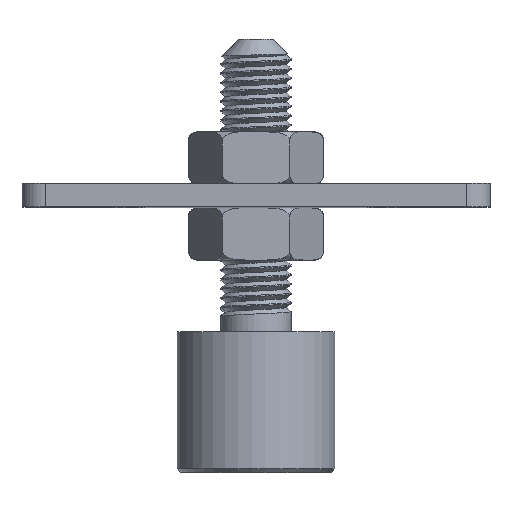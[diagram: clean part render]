
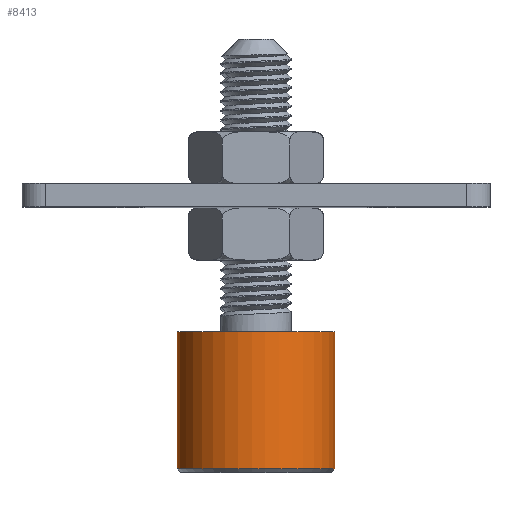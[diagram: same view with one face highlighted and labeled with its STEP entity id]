
A CAD part, top view. The second image highlights one B-rep face of the part: STEP entity #8413.
In plain terms, the highlighted cylindrical face has radius 6.75 mm (diameter 13.5 mm), a partial arc.
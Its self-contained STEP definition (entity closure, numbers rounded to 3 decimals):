
#147 = AXIS2_PLACEMENT_3D ( 'NONE', #11840, #8404, #8250 ) ;
#913 = DIRECTION ( 'NONE',  ( 0., 1., 0. ) ) ;
#1241 = VERTEX_POINT ( 'NONE', #5498 ) ;
#2022 = DIRECTION ( 'NONE',  ( 1., 0., 0. ) ) ;
#2507 = LINE ( 'NONE', #12358, #3805 ) ;
#2680 = EDGE_CURVE ( 'NONE', #8378, #3436, #8841, .T. ) ;
#2681 = CIRCLE ( 'NONE', #8875, 6.75 ) ;
#2730 = CARTESIAN_POINT ( 'NONE',  ( 6.75, -13.3, -40.75 ) ) ;
#2991 = CARTESIAN_POINT ( 'NONE',  ( 0., -25., -40.75 ) ) ;
#3436 = VERTEX_POINT ( 'NONE', #12644 ) ;
#3805 = VECTOR ( 'NONE', #13594, 1000. ) ;
#3967 = ORIENTED_EDGE ( 'NONE', *, *, #5945, .T. ) ;
#4008 = CARTESIAN_POINT ( 'NONE',  ( -6.75, -13.3, -40.75 ) ) ;
#4062 = DIRECTION ( 'NONE',  ( 1., 0., 0. ) ) ;
#4576 = VERTEX_POINT ( 'NONE', #2730 ) ;
#5498 = CARTESIAN_POINT ( 'NONE',  ( 6.75, -25., -40.75 ) ) ;
#5945 = EDGE_CURVE ( 'NONE', #3436, #1241, #2681, .T. ) ;
#5984 = CIRCLE ( 'NONE', #147, 6.75 ) ;
#7738 = DIRECTION ( 'NONE',  ( 0., -1., 0. ) ) ;
#8022 = EDGE_CURVE ( 'NONE', #4576, #1241, #2507, .T. ) ;
#8250 = DIRECTION ( 'NONE',  ( 1., 0., 0. ) ) ;
#8378 = VERTEX_POINT ( 'NONE', #4008 ) ;
#8404 = DIRECTION ( 'NONE',  ( 0., -1., 0. ) ) ;
#8413 = ADVANCED_FACE ( 'NONE', ( #12371 ), #9193, .T. ) ;
#8841 = LINE ( 'NONE', #9425, #12751 ) ;
#8875 = AXIS2_PLACEMENT_3D ( 'NONE', #2991, #913, #2022 ) ;
#9193 = CYLINDRICAL_SURFACE ( 'NONE', #10947, 6.75 ) ;
#9425 = CARTESIAN_POINT ( 'NONE',  ( -6.75, 13.55, -40.75 ) ) ;
#9473 = DIRECTION ( 'NONE',  ( 0., -1., 0. ) ) ;
#10664 = ORIENTED_EDGE ( 'NONE', *, *, #8022, .F. ) ;
#10947 = AXIS2_PLACEMENT_3D ( 'NONE', #14868, #7738, #4062 ) ;
#11342 = ORIENTED_EDGE ( 'NONE', *, *, #2680, .T. ) ;
#11840 = CARTESIAN_POINT ( 'NONE',  ( 0., -13.3, -40.75 ) ) ;
#12047 = ORIENTED_EDGE ( 'NONE', *, *, #15411, .T. ) ;
#12358 = CARTESIAN_POINT ( 'NONE',  ( 6.75, 13.55, -40.75 ) ) ;
#12371 = FACE_OUTER_BOUND ( 'NONE', #14092, .T. ) ;
#12644 = CARTESIAN_POINT ( 'NONE',  ( -6.75, -25., -40.75 ) ) ;
#12751 = VECTOR ( 'NONE', #9473, 1000. ) ;
#13594 = DIRECTION ( 'NONE',  ( 0., -1., 0. ) ) ;
#14092 = EDGE_LOOP ( 'NONE', ( #12047, #11342, #3967, #10664 ) ) ;
#14868 = CARTESIAN_POINT ( 'NONE',  ( 0., 13.55, -40.75 ) ) ;
#15411 = EDGE_CURVE ( 'NONE', #4576, #8378, #5984, .T. ) ;
